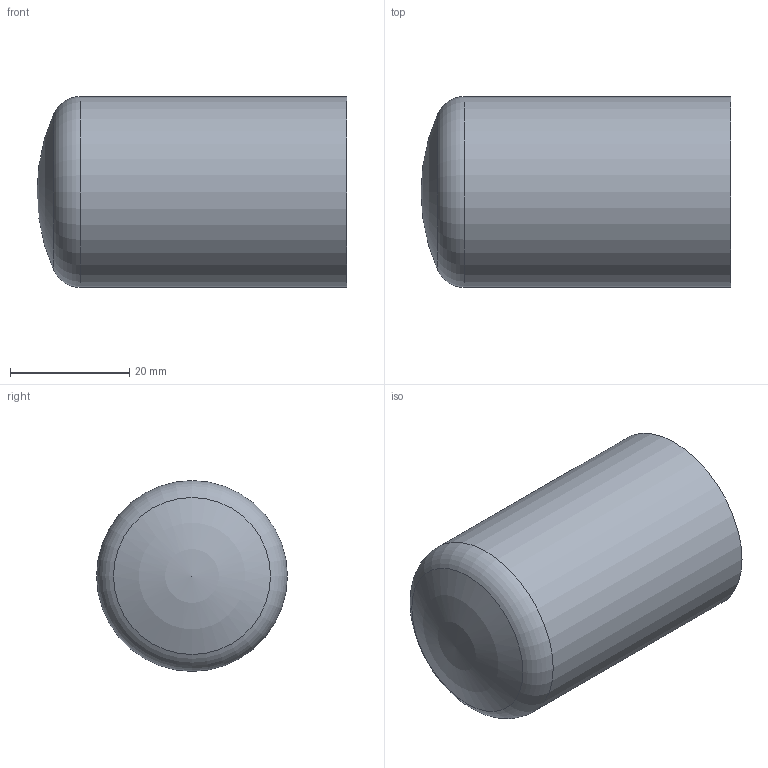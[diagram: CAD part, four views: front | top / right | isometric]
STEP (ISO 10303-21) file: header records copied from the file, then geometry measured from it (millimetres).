
FILE_DESCRIPTION( ( 'STEP AP203' ), '1' );
FILE_NAME( '30064003221(architecture400).stp', '2022-04-20T11:07:42', ( 'License CC BY-ND 4.0' ), ( 'CADENAS' ), ' ', 'PARTsolutions', ' ' );
FILE_SCHEMA( ( 'CONFIG_CONTROL_DESIGN' ) );
Length unit declared in the file: millimetre
Products named in the file (1): _30064003221(architecture400)
Bounding box: 52 x 32 x 32 mm (x, y, z)
Volume: 12146.9 mm3; surface area: 10357.7 mm2
Topology: 1 solids, 1 shells, 7 faces, 16 edges, 10 vertices
Faces by surface type: torus 2, cylinder 2, sphere 2, plane 1
Full cylindrical faces by diameter (mm): 27.2 x1, 32 x1
Entity records: 186 total; most frequent: DIRECTION 28, CARTESIAN_POINT 22, AXIS2_PLACEMENT_3D 14, EDGE_LOOP 12, ORIENTED_EDGE 12, FACE_OUTER_BOUND 11, VERTEX_POINT 8, ADVANCED_FACE 7
